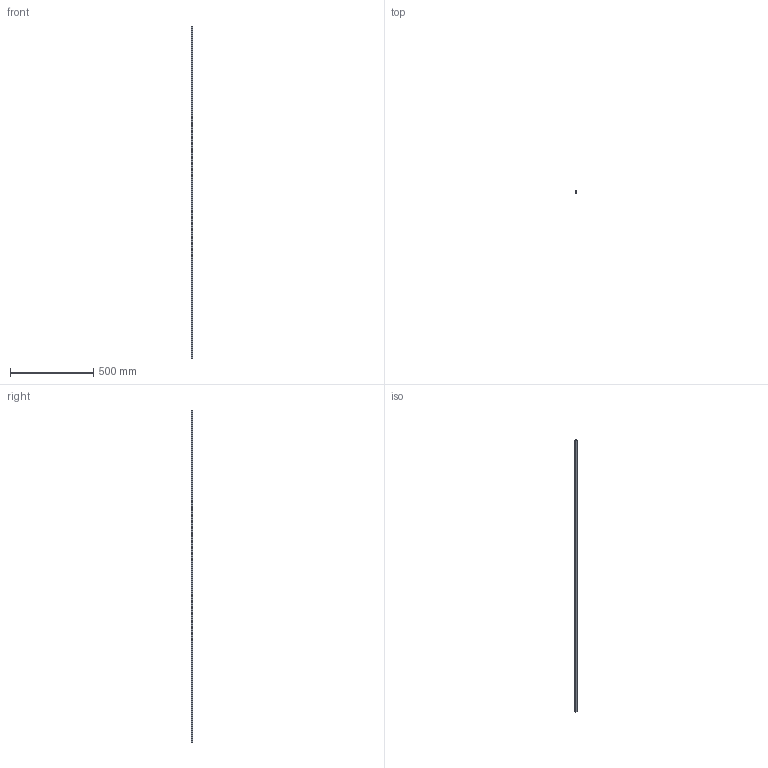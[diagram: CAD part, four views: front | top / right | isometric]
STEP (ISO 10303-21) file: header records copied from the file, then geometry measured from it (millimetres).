
FILE_DESCRIPTION((''),'2;1');
FILE_NAME('LF100100KUN_ASM','2022-09-27T14:50:18',('a.jestaedt'),(''),'CREO PARAMETRIC BY PTC INC, 2022162','CREO PARAMETRIC BY PTC INC, 2022162','');
FILE_SCHEMA(('AUTOMOTIVE_DESIGN { 1 0 10303 214 1 1 1 1 }'));
Length unit declared in the file: millimetre
Products named in the file (3): LF100100KUN; LF100100KUN_D; LF100100KUN_ASM
Assembly tree (2 placements, depth 2):
  LF100100KUN_ASM
    LF100100KUN
    LF100100KUN_D
Bounding box: 12 x 10 x 2000 mm (x, y, z)
Volume: 78400 mm3; surface area: 202478.4 mm2
Topology: 2 solids, 2 shells, 28 faces, 72 edges, 48 vertices
Faces by surface type: plane 28
Entity records: 1176 total; most frequent: CARTESIAN_POINT 160, ORIENTED_EDGE 144, DIRECTION 138, COLOUR_RGB 91, VECTOR 72, LINE 72, EDGE_CURVE 72, VERTEX_POINT 48
